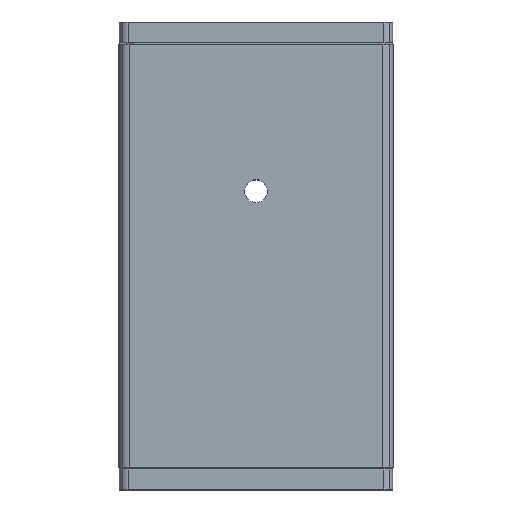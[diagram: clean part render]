
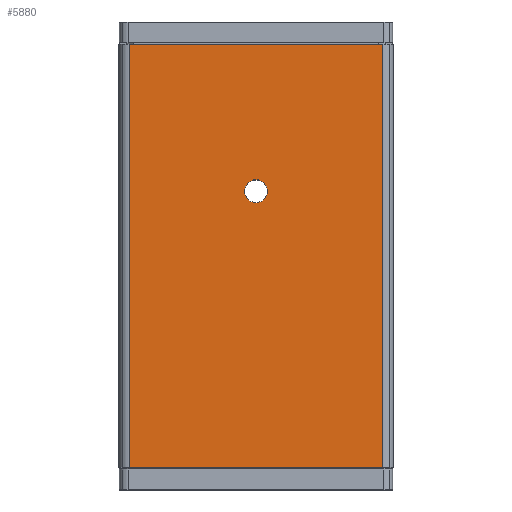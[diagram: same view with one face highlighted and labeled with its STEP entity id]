
A CAD part, top view. The second image highlights one B-rep face of the part: STEP entity #5880.
In plain terms, the highlighted planar face has unit normal (0, 0, 1).
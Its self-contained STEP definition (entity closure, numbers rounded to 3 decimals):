
#140 = DIRECTION ( 'NONE',  ( 1., 0., 0. ) ) ;
#2142 = VERTEX_POINT ( 'NONE', #20763 ) ;
#2275 = VERTEX_POINT ( 'NONE', #6570 ) ;
#2553 = LINE ( 'NONE', #14496, #21439 ) ;
#3542 = ORIENTED_EDGE ( 'NONE', *, *, #26836, .T. ) ;
#3843 = EDGE_LOOP ( 'NONE', ( #17165, #3542, #23914, #29094 ) ) ;
#5383 = VERTEX_POINT ( 'NONE', #8821 ) ;
#5880 = ADVANCED_FACE ( 'NONE', ( #14832, #16668 ), #12426, .T. ) ;
#6570 = CARTESIAN_POINT ( 'NONE',  ( -161.183, -357.113, 38.617 ) ) ;
#6806 = VERTEX_POINT ( 'NONE', #19279 ) ;
#7081 = EDGE_CURVE ( 'NONE', #6806, #5383, #11987, .T. ) ;
#7560 = VECTOR ( 'NONE', #17306, 1000. ) ;
#7744 = DIRECTION ( 'NONE',  ( 0., 0., -1. ) ) ;
#7803 = LINE ( 'NONE', #14889, #7560 ) ;
#8167 = CARTESIAN_POINT ( 'NONE',  ( -134.195, -385.788, 38.617 ) ) ;
#8382 = CARTESIAN_POINT ( 'NONE',  ( -136.445, -385.788, 38.617 ) ) ;
#8500 = EDGE_CURVE ( 'NONE', #14600, #5383, #2553, .T. ) ;
#8769 = DIRECTION ( 'NONE',  ( 0., 1., 0. ) ) ;
#8821 = CARTESIAN_POINT ( 'NONE',  ( -111.707, -439.713, 38.617 ) ) ;
#8961 = ORIENTED_EDGE ( 'NONE', *, *, #24121, .T. ) ;
#9422 = CARTESIAN_POINT ( 'NONE',  ( -111.707, -357.113, 38.617 ) ) ;
#11378 = ORIENTED_EDGE ( 'NONE', *, *, #17842, .T. ) ;
#11496 = LINE ( 'NONE', #30987, #24902 ) ;
#11987 = LINE ( 'NONE', #9422, #22092 ) ;
#12426 = PLANE ( 'NONE',  #29748 ) ;
#13597 = DIRECTION ( 'NONE',  ( 0., 0., -1. ) ) ;
#13602 = VERTEX_POINT ( 'NONE', #8167 ) ;
#14496 = CARTESIAN_POINT ( 'NONE',  ( -112.195, -439.713, 38.617 ) ) ;
#14600 = VERTEX_POINT ( 'NONE', #24779 ) ;
#14832 = FACE_BOUND ( 'NONE', #18638, .T. ) ;
#14889 = CARTESIAN_POINT ( 'NONE',  ( -112.195, -357.113, 38.617 ) ) ;
#15567 = CARTESIAN_POINT ( 'NONE',  ( -136.445, -385.788, 38.617 ) ) ;
#15590 = AXIS2_PLACEMENT_3D ( 'NONE', #8382, #7744, #25600 ) ;
#16668 = FACE_OUTER_BOUND ( 'NONE', #3843, .T. ) ;
#17165 = ORIENTED_EDGE ( 'NONE', *, *, #7081, .F. ) ;
#17306 = DIRECTION ( 'NONE',  ( -1., 0., 0. ) ) ;
#17842 = EDGE_CURVE ( 'NONE', #2142, #13602, #19697, .T. ) ;
#17967 = CIRCLE ( 'NONE', #20546, 2.25 ) ;
#18638 = EDGE_LOOP ( 'NONE', ( #8961, #11378 ) ) ;
#19279 = CARTESIAN_POINT ( 'NONE',  ( -111.707, -357.113, 38.617 ) ) ;
#19697 = CIRCLE ( 'NONE', #15590, 2.25 ) ;
#19787 = EDGE_CURVE ( 'NONE', #14600, #2275, #11496, .T. ) ;
#20546 = AXIS2_PLACEMENT_3D ( 'NONE', #15567, #13597, #27621 ) ;
#20763 = CARTESIAN_POINT ( 'NONE',  ( -138.695, -385.788, 38.617 ) ) ;
#21439 = VECTOR ( 'NONE', #140, 1000. ) ;
#22092 = VECTOR ( 'NONE', #31319, 1000. ) ;
#23908 = DIRECTION ( 'NONE',  ( 0., 0., 1. ) ) ;
#23914 = ORIENTED_EDGE ( 'NONE', *, *, #19787, .F. ) ;
#24121 = EDGE_CURVE ( 'NONE', #13602, #2142, #17967, .T. ) ;
#24779 = CARTESIAN_POINT ( 'NONE',  ( -161.183, -439.713, 38.617 ) ) ;
#24902 = VECTOR ( 'NONE', #8769, 1000. ) ;
#25600 = DIRECTION ( 'NONE',  ( 1., 0., 0. ) ) ;
#26836 = EDGE_CURVE ( 'NONE', #6806, #2275, #7803, .T. ) ;
#27621 = DIRECTION ( 'NONE',  ( 1., 0., 0. ) ) ;
#28568 = CARTESIAN_POINT ( 'NONE',  ( -160.695, -357.113, 38.617 ) ) ;
#28743 = DIRECTION ( 'NONE',  ( 1., 0., 0. ) ) ;
#29094 = ORIENTED_EDGE ( 'NONE', *, *, #8500, .T. ) ;
#29748 = AXIS2_PLACEMENT_3D ( 'NONE', #28568, #23908, #28743 ) ;
#30987 = CARTESIAN_POINT ( 'NONE',  ( -161.183, -357.113, 38.617 ) ) ;
#31319 = DIRECTION ( 'NONE',  ( 0., -1., 0. ) ) ;
